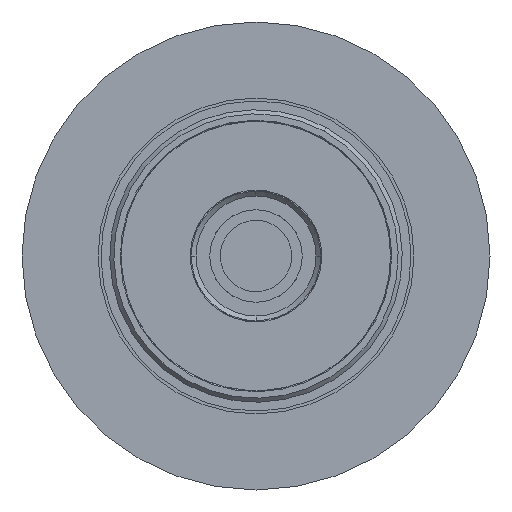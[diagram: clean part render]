
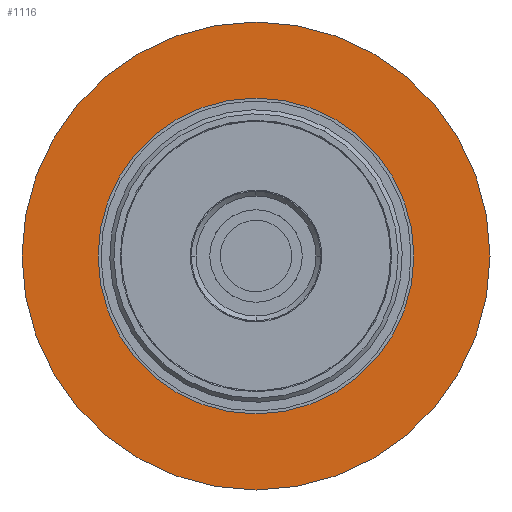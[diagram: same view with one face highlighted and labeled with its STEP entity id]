
A CAD part, front view. The second image highlights one B-rep face of the part: STEP entity #1116.
In plain terms, the highlighted planar face has unit normal (0, -1, 0).
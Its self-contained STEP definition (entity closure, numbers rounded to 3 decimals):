
#1005=CARTESIAN_POINT('Vertex',(40.,-13.,120.)) ;
#1008=CARTESIAN_POINT('Axis2P3D Location',(0.,-13.,120.)) ;
#1012=CARTESIAN_POINT('Vertex',(-40.,-13.,120.)) ;
#1077=CARTESIAN_POINT('Axis2P3D Location',(0.,-13.,120.)) ;
#1089=CARTESIAN_POINT('Axis2P3D Location',(0.,-13.,120.)) ;
#1098=CARTESIAN_POINT('Axis2P3D Location',(0.,-13.,120.)) ;
#1102=CARTESIAN_POINT('Vertex',(-27.,-13.,120.)) ;
#1104=CARTESIAN_POINT('Vertex',(27.,-13.,120.)) ;
#1107=CARTESIAN_POINT('Axis2P3D Location',(0.,-13.,120.)) ;
#1009=DIRECTION('Axis2P3D Direction',(0.,1.,-0.)) ;
#1078=DIRECTION('Axis2P3D Direction',(0.,1.,-0.)) ;
#1090=DIRECTION('Axis2P3D Direction',(0.,1.,-0.)) ;
#1091=DIRECTION('Axis2P3D XDirection',(-1.,0.,0.)) ;
#1099=DIRECTION('Axis2P3D Direction',(0.,1.,-0.)) ;
#1108=DIRECTION('Axis2P3D Direction',(0.,1.,-0.)) ;
#1010=AXIS2_PLACEMENT_3D('Circle Axis2P3D',#1008,#1009,$) ;
#1079=AXIS2_PLACEMENT_3D('Circle Axis2P3D',#1077,#1078,$) ;
#1092=AXIS2_PLACEMENT_3D('Plane Axis2P3D',#1089,#1090,#1091) ;
#1100=AXIS2_PLACEMENT_3D('Circle Axis2P3D',#1098,#1099,$) ;
#1109=AXIS2_PLACEMENT_3D('Circle Axis2P3D',#1107,#1108,$) ;
#1011=CIRCLE('generated circle',#1010,40.) ;
#1080=CIRCLE('generated circle',#1079,40.) ;
#1101=CIRCLE('generated circle',#1100,27.) ;
#1110=CIRCLE('generated circle',#1109,27.) ;
#1093=PLANE('',#1092) ;
#1115=FACE_BOUND('',#1112,.T.) ;
#1014=EDGE_CURVE('',#1006,#1013,#1011,.T.) ;
#1081=EDGE_CURVE('',#1013,#1006,#1080,.T.) ;
#1106=EDGE_CURVE('',#1103,#1105,#1101,.T.) ;
#1111=EDGE_CURVE('',#1105,#1103,#1110,.T.) ;
#1095=ORIENTED_EDGE('',*,*,#1014,.F.) ;
#1096=ORIENTED_EDGE('',*,*,#1081,.F.) ;
#1113=ORIENTED_EDGE('',*,*,#1106,.T.) ;
#1114=ORIENTED_EDGE('',*,*,#1111,.T.) ;
#1094=EDGE_LOOP('',(#1095,#1096)) ;
#1112=EDGE_LOOP('',(#1113,#1114)) ;
#1006=VERTEX_POINT('',#1005) ;
#1013=VERTEX_POINT('',#1012) ;
#1103=VERTEX_POINT('',#1102) ;
#1105=VERTEX_POINT('',#1104) ;
#1116=ADVANCED_FACE('P47014.1\\PartBody',(#1097,#1115),#1093,.F.) ;
#1097=FACE_OUTER_BOUND('',#1094,.T.) ;
